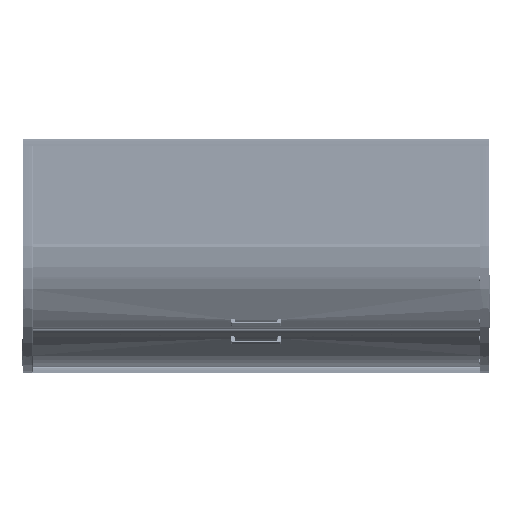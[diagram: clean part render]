
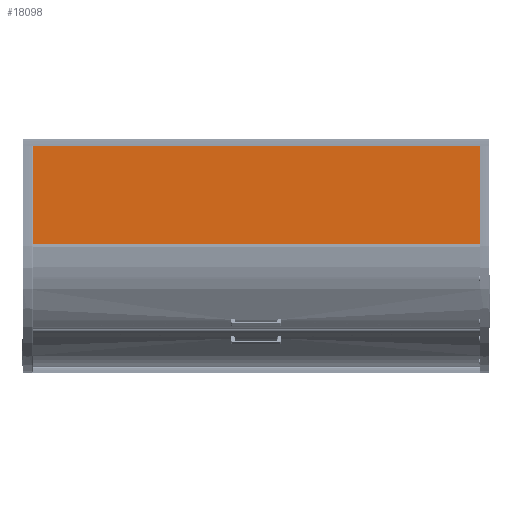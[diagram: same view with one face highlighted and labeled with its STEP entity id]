
A CAD part, left-side view. The second image highlights one B-rep face of the part: STEP entity #18098.
In plain terms, the highlighted face is planar.
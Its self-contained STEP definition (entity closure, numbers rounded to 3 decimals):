
#17791=DIRECTION('',(0.,-1.,0.));
#17792=VECTOR('',#17791,1882.);
#17793=CARTESIAN_POINT('',(-213.,941.,3.));
#17794=LINE('',#17793,#17792);
#17795=DIRECTION('',(-1.,0.,0.));
#17796=VECTOR('',#17795,426.);
#17797=CARTESIAN_POINT('',(213.,941.,3.));
#17798=LINE('',#17797,#17796);
#17799=DIRECTION('',(0.,1.,0.));
#17800=VECTOR('',#17799,1882.);
#17801=CARTESIAN_POINT('',(213.,-941.,3.));
#17802=LINE('',#17801,#17800);
#17803=DIRECTION('',(1.,0.,0.));
#17804=VECTOR('',#17803,426.);
#17805=CARTESIAN_POINT('',(-213.,-941.,3.));
#17806=LINE('',#17805,#17804);
#17915=CARTESIAN_POINT('',(-213.,941.,3.));
#17916=CARTESIAN_POINT('',(-213.,-941.,3.));
#17917=VERTEX_POINT('',#17915);
#17918=VERTEX_POINT('',#17916);
#17923=CARTESIAN_POINT('',(213.,-941.,3.));
#17924=VERTEX_POINT('',#17923);
#17941=CARTESIAN_POINT('',(213.,941.,3.));
#17942=VERTEX_POINT('',#17941);
#18084=CARTESIAN_POINT('',(0.,0.,3.));
#18085=DIRECTION('',(0.,0.,1.));
#18086=DIRECTION('',(1.,0.,0.));
#18087=AXIS2_PLACEMENT_3D('',#18084,#18085,#18086);
#18088=PLANE('',#18087);
#18090=ORIENTED_EDGE('',*,*,#18089,.F.);
#18091=ORIENTED_EDGE('',*,*,#18071,.F.);
#18093=ORIENTED_EDGE('',*,*,#18092,.F.);
#18095=ORIENTED_EDGE('',*,*,#18094,.F.);
#18096=EDGE_LOOP('',(#18090,#18091,#18093,#18095));
#18097=FACE_OUTER_BOUND('',#18096,.F.);
#18071=EDGE_CURVE('',#17942,#17917,#17798,.T.);
#18089=EDGE_CURVE('',#17917,#17918,#17794,.T.);
#18092=EDGE_CURVE('',#17924,#17942,#17802,.T.);
#18094=EDGE_CURVE('',#17918,#17924,#17806,.T.);
#18098=ADVANCED_FACE('',(#18097),#18088,.T.);
